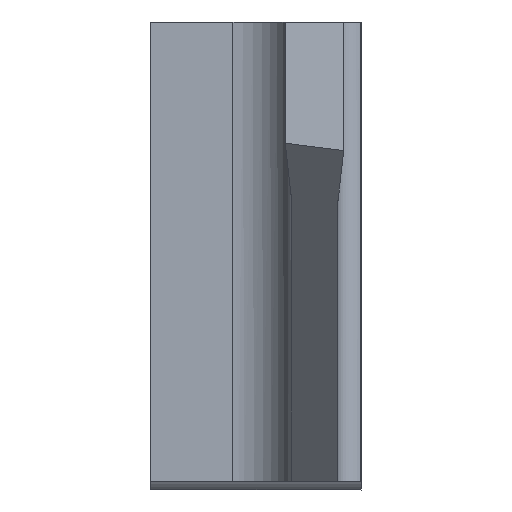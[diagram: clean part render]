
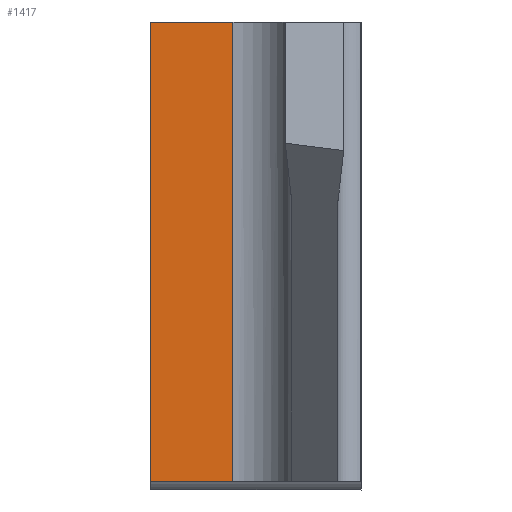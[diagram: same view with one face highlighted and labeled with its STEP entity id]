
A CAD part, front view. The second image highlights one B-rep face of the part: STEP entity #1417.
In plain terms, the highlighted planar face has unit normal (0, -1, 0).
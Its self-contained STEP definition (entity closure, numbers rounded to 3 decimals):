
#304=CARTESIAN_POINT('',(0.,14.1,0.));
#305=VERTEX_POINT('',#304);
#316=CARTESIAN_POINT('',(0.,14.1,0.));
#317=DIRECTION('',(0.,0.,-1.));
#318=VECTOR('',#317,7.85);
#319=LINE('',#316,#318);
#320=CARTESIAN_POINT('',(0.,14.1,-7.85));
#321=VERTEX_POINT('',#320);
#322=EDGE_CURVE('',#305,#321,#319,.T.);
#584=CARTESIAN_POINT('',(1.406,14.1,-7.85));
#585=DIRECTION('',(-1.,0.,0.));
#586=VECTOR('',#585,1.406);
#587=LINE('',#584,#586);
#588=CARTESIAN_POINT('',(1.406,14.1,-7.85));
#589=VERTEX_POINT('',#588);
#590=EDGE_CURVE('',#589,#321,#587,.T.);
#1326=CARTESIAN_POINT('',(1.406,14.1,-7.85));
#1327=DIRECTION('',(0.,0.,1.));
#1328=VECTOR('',#1327,7.85);
#1329=LINE('',#1326,#1328);
#1330=CARTESIAN_POINT('',(1.406,14.1,0.));
#1331=VERTEX_POINT('',#1330);
#1332=EDGE_CURVE('',#589,#1331,#1329,.T.);
#1369=CARTESIAN_POINT('',(0.303,14.1,29.805));
#1370=DIRECTION('',(0.,1.,0.));
#1371=DIRECTION('',(0.,0.,1.));
#1372=AXIS2_PLACEMENT_3D('',#1369,#1370,#1371);
#1373=PLANE('',#1372);
#1374=ORIENTED_EDGE('Edge 155',*,*,#322,.T.);
#1383=CARTESIAN_POINT('',(0.,14.1,0.));
#1384=DIRECTION('',(1.,0.,0.));
#1385=VECTOR('',#1384,1.406);
#1386=LINE('',#1383,#1385);
#1387=EDGE_CURVE('',#305,#1331,#1386,.T.);
#1388=ORIENTED_EDGE('Edge 352',*,*,#1387,.F.);
#1397=ORIENTED_EDGE('Edge 1412',*,*,#1332,.T.);
#1406=ORIENTED_EDGE('Edge 1309',*,*,#590,.F.);
#1415=EDGE_LOOP('',(#1406,#1397,#1388,#1374));
#1416=FACE_OUTER_BOUND('Loop 1310',#1415,.T.);
#1417=ADVANCED_FACE('Face 1311',(#1416),#1373,.F.);
